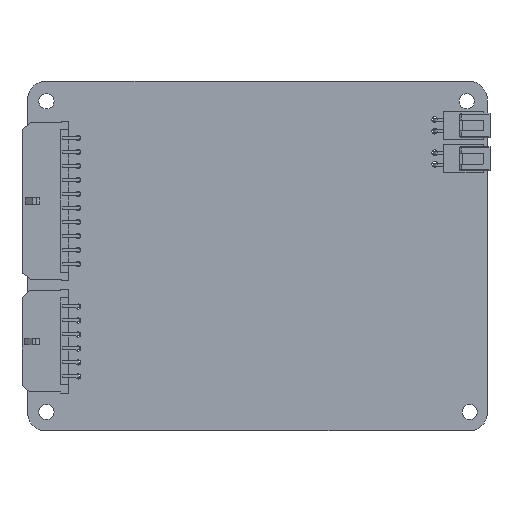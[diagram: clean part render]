
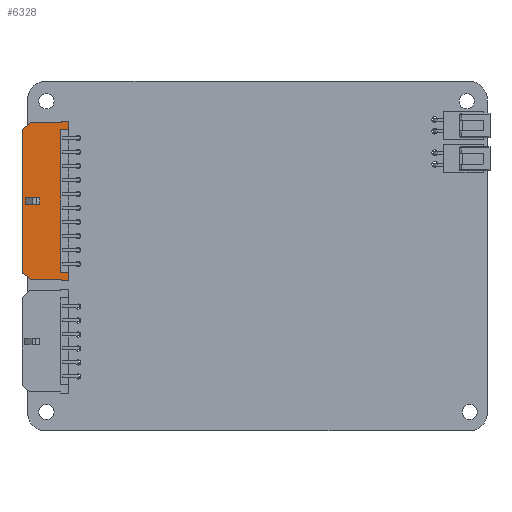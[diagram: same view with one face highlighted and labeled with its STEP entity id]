
A CAD part, top view. The second image highlights one B-rep face of the part: STEP entity #6328.
In plain terms, the highlighted planar face has unit normal (0, 0, 1).
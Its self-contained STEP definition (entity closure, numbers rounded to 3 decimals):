
#5170 = VERTEX_POINT('',#5171);
#5171 = CARTESIAN_POINT('',(-30.325,-0.59,7.305));
#5177 = EDGE_CURVE('',#5170,#5178,#5180,.T.);
#5178 = VERTEX_POINT('',#5179);
#5179 = CARTESIAN_POINT('',(-30.325,-7.25,7.305));
#5180 = LINE('',#5181,#5182);
#5181 = CARTESIAN_POINT('',(-30.325,-0.59,7.305));
#5182 = VECTOR('',#5183,1.);
#5183 = DIRECTION('',(0.,-1.,0.));
#5963 = VERTEX_POINT('',#5964);
#5964 = CARTESIAN_POINT('',(3.325,-7.25,7.305));
#5970 = EDGE_CURVE('',#5971,#5963,#5973,.T.);
#5971 = VERTEX_POINT('',#5972);
#5972 = CARTESIAN_POINT('',(3.325,-0.59,7.305));
#5973 = LINE('',#5974,#5975);
#5974 = CARTESIAN_POINT('',(3.325,-0.59,7.305));
#5975 = VECTOR('',#5976,1.);
#5976 = DIRECTION('',(0.,-1.,0.));
#6190 = VERTEX_POINT('',#6191);
#6191 = CARTESIAN_POINT('',(1.94,-8.9,7.305));
#6197 = EDGE_CURVE('',#5963,#6190,#6198,.T.);
#6198 = LINE('',#6199,#6200);
#6199 = CARTESIAN_POINT('',(3.325,-7.25,7.305));
#6200 = VECTOR('',#6201,1.);
#6201 = DIRECTION('',(-0.643,-0.766,
    0.));
#6278 = EDGE_CURVE('',#6279,#5178,#6281,.T.);
#6279 = VERTEX_POINT('',#6280);
#6280 = CARTESIAN_POINT('',(-28.94,-8.9,7.305));
#6281 = LINE('',#6282,#6283);
#6282 = CARTESIAN_POINT('',(-28.94,-8.9,7.305));
#6283 = VECTOR('',#6284,1.);
#6284 = DIRECTION('',(-0.643,0.766,0.
    ));
#6328 = ADVANCED_FACE('',(#6329,#6411),#6445,.T.);
#6329 = FACE_BOUND('',#6330,.F.);
#6330 = EDGE_LOOP('',(#6331,#6341,#6349,#6357,#6365,#6373,#6379,#6380,
    #6381,#6387,#6388,#6389,#6397,#6405));
#6331 = ORIENTED_EDGE('',*,*,#6332,.T.);
#6332 = EDGE_CURVE('',#6333,#6335,#6337,.T.);
#6333 = VERTEX_POINT('',#6334);
#6334 = CARTESIAN_POINT('',(-28.825,1.01,7.305));
#6335 = VERTEX_POINT('',#6336);
#6336 = CARTESIAN_POINT('',(-28.825,-0.74,7.305));
#6337 = LINE('',#6338,#6339);
#6338 = CARTESIAN_POINT('',(-28.825,1.01,7.305));
#6339 = VECTOR('',#6340,1.);
#6340 = DIRECTION('',(0.,-1.,0.));
#6341 = ORIENTED_EDGE('',*,*,#6342,.T.);
#6342 = EDGE_CURVE('',#6335,#6343,#6345,.T.);
#6343 = VERTEX_POINT('',#6344);
#6344 = CARTESIAN_POINT('',(1.825,-0.74,7.305));
#6345 = LINE('',#6346,#6347);
#6346 = CARTESIAN_POINT('',(-28.825,-0.74,7.305));
#6347 = VECTOR('',#6348,1.);
#6348 = DIRECTION('',(1.,0.,0.));
#6349 = ORIENTED_EDGE('',*,*,#6350,.F.);
#6350 = EDGE_CURVE('',#6351,#6343,#6353,.T.);
#6351 = VERTEX_POINT('',#6352);
#6352 = CARTESIAN_POINT('',(1.825,1.01,7.305));
#6353 = LINE('',#6354,#6355);
#6354 = CARTESIAN_POINT('',(1.825,1.01,7.305));
#6355 = VECTOR('',#6356,1.);
#6356 = DIRECTION('',(0.,-1.,0.));
#6357 = ORIENTED_EDGE('',*,*,#6358,.F.);
#6358 = EDGE_CURVE('',#6359,#6351,#6361,.T.);
#6359 = VERTEX_POINT('',#6360);
#6360 = CARTESIAN_POINT('',(3.575,1.01,7.305));
#6361 = LINE('',#6362,#6363);
#6362 = CARTESIAN_POINT('',(3.575,1.01,7.305));
#6363 = VECTOR('',#6364,1.);
#6364 = DIRECTION('',(-1.,0.,0.));
#6365 = ORIENTED_EDGE('',*,*,#6366,.F.);
#6366 = EDGE_CURVE('',#6367,#6359,#6369,.T.);
#6367 = VERTEX_POINT('',#6368);
#6368 = CARTESIAN_POINT('',(3.575,-0.59,7.305));
#6369 = LINE('',#6370,#6371);
#6370 = CARTESIAN_POINT('',(3.575,-0.59,7.305));
#6371 = VECTOR('',#6372,1.);
#6372 = DIRECTION('',(0.,1.,0.));
#6373 = ORIENTED_EDGE('',*,*,#6374,.F.);
#6374 = EDGE_CURVE('',#5971,#6367,#6375,.T.);
#6375 = LINE('',#6376,#6377);
#6376 = CARTESIAN_POINT('',(3.325,-0.59,7.305));
#6377 = VECTOR('',#6378,1.);
#6378 = DIRECTION('',(1.,0.,0.));
#6379 = ORIENTED_EDGE('',*,*,#5970,.T.);
#6380 = ORIENTED_EDGE('',*,*,#6197,.T.);
#6381 = ORIENTED_EDGE('',*,*,#6382,.F.);
#6382 = EDGE_CURVE('',#6279,#6190,#6383,.T.);
#6383 = LINE('',#6384,#6385);
#6384 = CARTESIAN_POINT('',(-28.94,-8.9,7.305));
#6385 = VECTOR('',#6386,1.);
#6386 = DIRECTION('',(1.,0.,0.));
#6387 = ORIENTED_EDGE('',*,*,#6278,.T.);
#6388 = ORIENTED_EDGE('',*,*,#5177,.F.);
#6389 = ORIENTED_EDGE('',*,*,#6390,.F.);
#6390 = EDGE_CURVE('',#6391,#5170,#6393,.T.);
#6391 = VERTEX_POINT('',#6392);
#6392 = CARTESIAN_POINT('',(-30.575,-0.59,7.305));
#6393 = LINE('',#6394,#6395);
#6394 = CARTESIAN_POINT('',(-30.575,-0.59,7.305));
#6395 = VECTOR('',#6396,1.);
#6396 = DIRECTION('',(1.,0.,0.));
#6397 = ORIENTED_EDGE('',*,*,#6398,.F.);
#6398 = EDGE_CURVE('',#6399,#6391,#6401,.T.);
#6399 = VERTEX_POINT('',#6400);
#6400 = CARTESIAN_POINT('',(-30.575,1.01,7.305));
#6401 = LINE('',#6402,#6403);
#6402 = CARTESIAN_POINT('',(-30.575,1.01,7.305));
#6403 = VECTOR('',#6404,1.);
#6404 = DIRECTION('',(0.,-1.,0.));
#6405 = ORIENTED_EDGE('',*,*,#6406,.F.);
#6406 = EDGE_CURVE('',#6333,#6399,#6407,.T.);
#6407 = LINE('',#6408,#6409);
#6408 = CARTESIAN_POINT('',(-28.825,1.01,7.305));
#6409 = VECTOR('',#6410,1.);
#6410 = DIRECTION('',(-1.,0.,0.));
#6411 = FACE_BOUND('',#6412,.F.);
#6412 = EDGE_LOOP('',(#6413,#6423,#6431,#6439));
#6413 = ORIENTED_EDGE('',*,*,#6414,.F.);
#6414 = EDGE_CURVE('',#6415,#6417,#6419,.T.);
#6415 = VERTEX_POINT('',#6416);
#6416 = CARTESIAN_POINT('',(-14.2,-8.36,7.305));
#6417 = VERTEX_POINT('',#6418);
#6418 = CARTESIAN_POINT('',(-14.2,-5.2,7.305));
#6419 = LINE('',#6420,#6421);
#6420 = CARTESIAN_POINT('',(-14.2,-8.36,7.305));
#6421 = VECTOR('',#6422,1.);
#6422 = DIRECTION('',(0.,1.,0.));
#6423 = ORIENTED_EDGE('',*,*,#6424,.T.);
#6424 = EDGE_CURVE('',#6415,#6425,#6427,.T.);
#6425 = VERTEX_POINT('',#6426);
#6426 = CARTESIAN_POINT('',(-12.8,-8.36,7.305));
#6427 = LINE('',#6428,#6429);
#6428 = CARTESIAN_POINT('',(-14.2,-8.36,7.305));
#6429 = VECTOR('',#6430,1.);
#6430 = DIRECTION('',(1.,0.,0.));
#6431 = ORIENTED_EDGE('',*,*,#6432,.T.);
#6432 = EDGE_CURVE('',#6425,#6433,#6435,.T.);
#6433 = VERTEX_POINT('',#6434);
#6434 = CARTESIAN_POINT('',(-12.8,-5.2,7.305));
#6435 = LINE('',#6436,#6437);
#6436 = CARTESIAN_POINT('',(-12.8,-8.36,7.305));
#6437 = VECTOR('',#6438,1.);
#6438 = DIRECTION('',(0.,1.,0.));
#6439 = ORIENTED_EDGE('',*,*,#6440,.F.);
#6440 = EDGE_CURVE('',#6417,#6433,#6441,.T.);
#6441 = LINE('',#6442,#6443);
#6442 = CARTESIAN_POINT('',(-14.2,-5.2,7.305));
#6443 = VECTOR('',#6444,1.);
#6444 = DIRECTION('',(1.,0.,0.));
#6445 = PLANE('',#6446);
#6446 = AXIS2_PLACEMENT_3D('',#6447,#6448,#6449);
#6447 = CARTESIAN_POINT('',(-30.325,1.01,7.305));
#6448 = DIRECTION('',(0.,0.,1.));
#6449 = DIRECTION('',(0.,-1.,0.));
